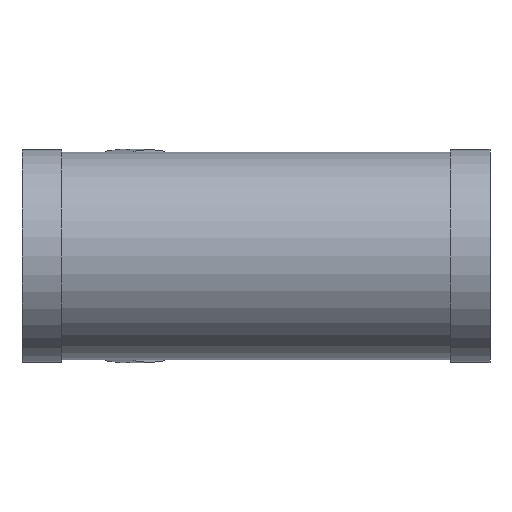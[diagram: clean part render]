
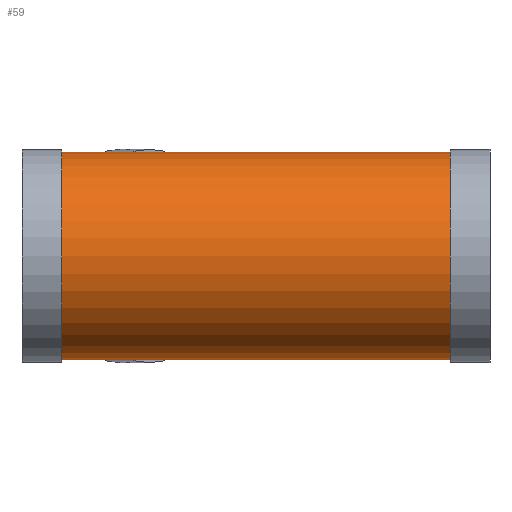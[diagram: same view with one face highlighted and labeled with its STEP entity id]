
A CAD part, front view. The second image highlights one B-rep face of the part: STEP entity #59.
In plain terms, the highlighted cylindrical face has radius 140 mm (diameter 280 mm), a full revolution.
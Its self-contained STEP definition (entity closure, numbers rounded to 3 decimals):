
#59 = ADVANCED_FACE( '', ( #130, #131, #132 ), #133, .T. );
#130 = FACE_OUTER_BOUND( '', #215, .T. );
#131 = FACE_BOUND( '', #216, .T. );
#132 = FACE_OUTER_BOUND( '', #217, .T. );
#133 = CYLINDRICAL_SURFACE( '', #218, 140. );
#215 = EDGE_LOOP( '', ( #312 ) );
#216 = EDGE_LOOP( '', ( #313, #314 ) );
#217 = EDGE_LOOP( '', ( #315 ) );
#218 = AXIS2_PLACEMENT_3D( '', #316, #317, #318 );
#312 = ORIENTED_EDGE( '', *, *, #404, .T. );
#313 = ORIENTED_EDGE( '', *, *, #398, .F. );
#314 = ORIENTED_EDGE( '', *, *, #399, .F. );
#315 = ORIENTED_EDGE( '', *, *, #405, .F. );
#316 = CARTESIAN_POINT( '', ( 316., 0., 0. ) );
#317 = DIRECTION( '', ( -1., 0., 0. ) );
#318 = DIRECTION( '', ( 0., 0., -1. ) );
#398 = EDGE_CURVE( '', #449, #450, #451, .F. );
#399 = EDGE_CURVE( '', #450, #449, #452, .F. );
#404 = EDGE_CURVE( '', #459, #459, #460, .T. );
#405 = EDGE_CURVE( '', #461, #461, #462, .T. );
#449 = VERTEX_POINT( '', #512 );
#450 = VERTEX_POINT( '', #513 );
#451 = ELLIPSE( '', #514, 365.838, 140. );
#452 = ELLIPSE( '', #515, 151.535, 140. );
#459 = VERTEX_POINT( '', #522 );
#460 = CIRCLE( '', #523, 140. );
#461 = VERTEX_POINT( '', #524 );
#462 = CIRCLE( '', #525, 140. );
#512 = CARTESIAN_POINT( '', ( 140., 0., -140. ) );
#513 = CARTESIAN_POINT( '', ( 140., 0., 140. ) );
#514 = AXIS2_PLACEMENT_3D( '', #578, #579, #580 );
#515 = AXIS2_PLACEMENT_3D( '', #581, #582, #583 );
#522 = CARTESIAN_POINT( '', ( -262., 0., -140. ) );
#523 = AXIS2_PLACEMENT_3D( '', #590, #591, #592 );
#524 = CARTESIAN_POINT( '', ( 262., 0., -140. ) );
#525 = AXIS2_PLACEMENT_3D( '', #593, #594, #595 );
#578 = CARTESIAN_POINT( '', ( 140., 0., 0. ) );
#579 = DIRECTION( '', ( -0.383, -0.924, 0. ) );
#580 = DIRECTION( '', ( 0.924, -0.383, 0. ) );
#581 = CARTESIAN_POINT( '', ( 140., 0., 0. ) );
#582 = DIRECTION( '', ( 0.924, -0.383, 0. ) );
#583 = DIRECTION( '', ( -0.383, -0.924, 0. ) );
#590 = CARTESIAN_POINT( '', ( -262., 0., 0. ) );
#591 = DIRECTION( '', ( 1., 0., 0. ) );
#592 = DIRECTION( '', ( 0., 0., -1. ) );
#593 = CARTESIAN_POINT( '', ( 262., 0., 0. ) );
#594 = DIRECTION( '', ( 1., 0., 0. ) );
#595 = DIRECTION( '', ( 0., 0., -1. ) );
